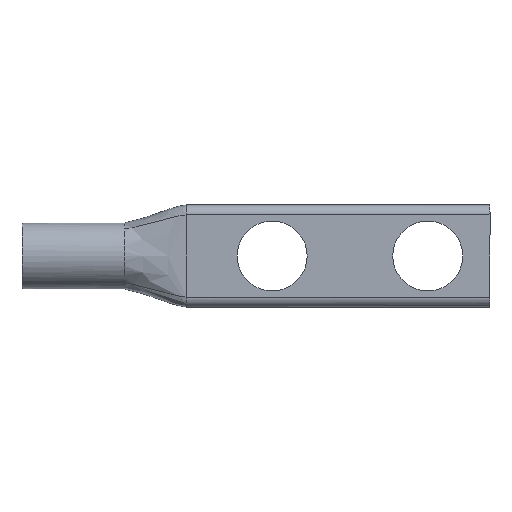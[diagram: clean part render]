
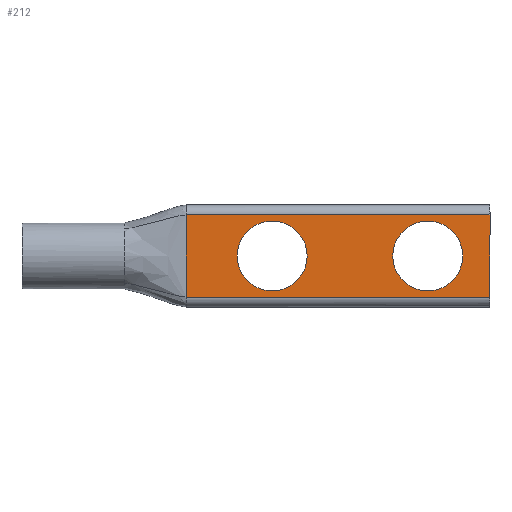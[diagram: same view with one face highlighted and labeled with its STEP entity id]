
A CAD part, front view. The second image highlights one B-rep face of the part: STEP entity #212.
In plain terms, the highlighted planar face has unit normal (0, -1, 0).
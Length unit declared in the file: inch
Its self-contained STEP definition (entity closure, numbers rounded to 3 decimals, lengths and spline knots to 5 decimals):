
#86 = CARTESIAN_POINT ( 'NONE',  ( 1.005, 0., -0.1405 ) ) ;
#87 = EDGE_CURVE ( 'NONE', #766, #262, #216, .T. ) ;
#118 = CARTESIAN_POINT ( 'NONE',  ( 1.63, 0., 0. ) ) ;
#132 = ORIENTED_EDGE ( 'NONE', *, *, #716, .T. ) ;
#136 = CARTESIAN_POINT ( 'NONE',  ( 0.66, 0., 0. ) ) ;
#141 = VERTEX_POINT ( 'NONE', #1759 ) ;
#206 = DIRECTION ( 'NONE',  ( 0., 1., 0. ) ) ;
#211 = AXIS2_PLACEMENT_3D ( 'NONE', #317, #1366, #469 ) ;
#212 = ADVANCED_FACE ( 'NONE', ( #1906, #1531, #1963 ), #917, .T. ) ;
#216 = LINE ( 'NONE', #1276, #497 ) ;
#262 = VERTEX_POINT ( 'NONE', #1682 ) ;
#301 = ORIENTED_EDGE ( 'NONE', *, *, #1414, .T. ) ;
#317 = CARTESIAN_POINT ( 'NONE',  ( 2.29773, 0., 0. ) ) ;
#365 = EDGE_CURVE ( 'NONE', #766, #1144, #1117, .T. ) ;
#420 = ORIENTED_EDGE ( 'NONE', *, *, #365, .F. ) ;
#429 = AXIS2_PLACEMENT_3D ( 'NONE', #1862, #796, #500 ) ;
#469 = DIRECTION ( 'NONE',  ( 0., 0., -1. ) ) ;
#471 = VERTEX_POINT ( 'NONE', #553 ) ;
#484 = CARTESIAN_POINT ( 'NONE',  ( 0.66, 0., -0.165 ) ) ;
#489 = CARTESIAN_POINT ( 'NONE',  ( 1.88, 0., 0. ) ) ;
#497 = VECTOR ( 'NONE', #1266, 39.37008 ) ;
#500 = DIRECTION ( 'NONE',  ( 0., 0., 1. ) ) ;
#530 = VERTEX_POINT ( 'NONE', #1785 ) ;
#533 = DIRECTION ( 'NONE',  ( 0., 0., -1. ) ) ;
#553 = CARTESIAN_POINT ( 'NONE',  ( 1.005, 0., 0.1405 ) ) ;
#572 = ORIENTED_EDGE ( 'NONE', *, *, #1444, .T. ) ;
#585 = DIRECTION ( 'NONE',  ( 0., 0., 1. ) ) ;
#598 = EDGE_LOOP ( 'NONE', ( #1673, #572, #1535, #420 ) ) ;
#649 = CARTESIAN_POINT ( 'NONE',  ( 1.005, 0., 0. ) ) ;
#678 = EDGE_CURVE ( 'NONE', #471, #1748, #1289, .T. ) ;
#694 = VECTOR ( 'NONE', #533, 39.37008 ) ;
#716 = EDGE_CURVE ( 'NONE', #141, #530, #1001, .T. ) ;
#766 = VERTEX_POINT ( 'NONE', #1609 ) ;
#796 = DIRECTION ( 'NONE',  ( 0., 1., 0. ) ) ;
#886 = VECTOR ( 'NONE', #1385, 39.37008 ) ;
#917 = PLANE ( 'NONE',  #211 ) ;
#945 = CIRCLE ( 'NONE', #1399, 0.1405 ) ;
#979 = DIRECTION ( 'NONE',  ( 0., 0., 1. ) ) ;
#988 = DIRECTION ( 'NONE',  ( -1., 0., 0. ) ) ;
#1001 = CIRCLE ( 'NONE', #1255, 0.1405 ) ;
#1046 = EDGE_CURVE ( 'NONE', #1748, #471, #1742, .T. ) ;
#1052 = LINE ( 'NONE', #136, #886 ) ;
#1089 = VERTEX_POINT ( 'NONE', #484 ) ;
#1117 = LINE ( 'NONE', #489, #694 ) ;
#1120 = ORIENTED_EDGE ( 'NONE', *, *, #678, .T. ) ;
#1130 = AXIS2_PLACEMENT_3D ( 'NONE', #649, #206, #1380 ) ;
#1144 = VERTEX_POINT ( 'NONE', #1410 ) ;
#1157 = ORIENTED_EDGE ( 'NONE', *, *, #1046, .T. ) ;
#1189 = EDGE_CURVE ( 'NONE', #1144, #1089, #1599, .T. ) ;
#1255 = AXIS2_PLACEMENT_3D ( 'NONE', #1628, #1636, #979 ) ;
#1266 = DIRECTION ( 'NONE',  ( -1., 0., 0. ) ) ;
#1276 = CARTESIAN_POINT ( 'NONE',  ( 2.29773, 0., 0.165 ) ) ;
#1289 = CIRCLE ( 'NONE', #429, 0.1405 ) ;
#1332 = EDGE_LOOP ( 'NONE', ( #1120, #1157 ) ) ;
#1336 = DIRECTION ( 'NONE',  ( 0., 1., 0. ) ) ;
#1366 = DIRECTION ( 'NONE',  ( 0., -1., 0. ) ) ;
#1380 = DIRECTION ( 'NONE',  ( 0., 0., 1. ) ) ;
#1385 = DIRECTION ( 'NONE',  ( 0., 0., -1. ) ) ;
#1399 = AXIS2_PLACEMENT_3D ( 'NONE', #118, #1336, #585 ) ;
#1410 = CARTESIAN_POINT ( 'NONE',  ( 1.88, 0., -0.165 ) ) ;
#1414 = EDGE_CURVE ( 'NONE', #530, #141, #945, .T. ) ;
#1444 = EDGE_CURVE ( 'NONE', #262, #1089, #1052, .T. ) ;
#1531 = FACE_BOUND ( 'NONE', #1332, .T. ) ;
#1535 = ORIENTED_EDGE ( 'NONE', *, *, #1189, .F. ) ;
#1599 = LINE ( 'NONE', #1919, #1681 ) ;
#1609 = CARTESIAN_POINT ( 'NONE',  ( 1.88, 0., 0.165 ) ) ;
#1628 = CARTESIAN_POINT ( 'NONE',  ( 1.63, 0., 0. ) ) ;
#1636 = DIRECTION ( 'NONE',  ( 0., 1., 0. ) ) ;
#1673 = ORIENTED_EDGE ( 'NONE', *, *, #87, .T. ) ;
#1681 = VECTOR ( 'NONE', #988, 39.37008 ) ;
#1682 = CARTESIAN_POINT ( 'NONE',  ( 0.66, 0., 0.165 ) ) ;
#1742 = CIRCLE ( 'NONE', #1130, 0.1405 ) ;
#1748 = VERTEX_POINT ( 'NONE', #86 ) ;
#1759 = CARTESIAN_POINT ( 'NONE',  ( 1.63, 0., 0.1405 ) ) ;
#1785 = CARTESIAN_POINT ( 'NONE',  ( 1.63, 0., -0.1405 ) ) ;
#1857 = EDGE_LOOP ( 'NONE', ( #132, #301 ) ) ;
#1862 = CARTESIAN_POINT ( 'NONE',  ( 1.005, 0., 0. ) ) ;
#1906 = FACE_OUTER_BOUND ( 'NONE', #598, .T. ) ;
#1919 = CARTESIAN_POINT ( 'NONE',  ( 2.29773, 0., -0.165 ) ) ;
#1963 = FACE_BOUND ( 'NONE', #1857, .T. ) ;
